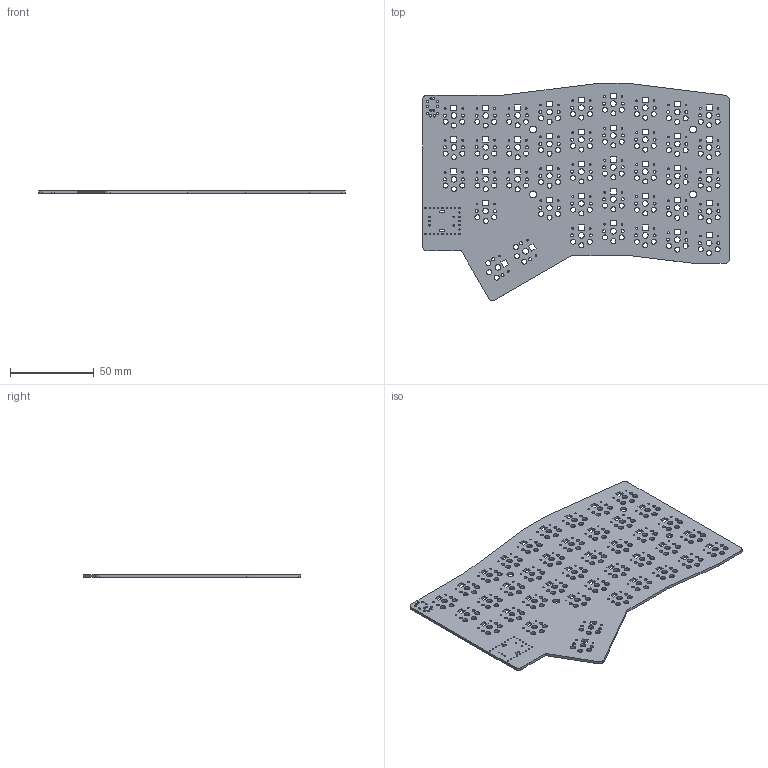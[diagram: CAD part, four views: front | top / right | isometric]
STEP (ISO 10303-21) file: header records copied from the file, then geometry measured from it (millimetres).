
FILE_DESCRIPTION(('KiCad electronic assembly'),'2;1');
FILE_NAME('NomadKeyboard.step','2024-11-07T18:08:27',('Pcbnew'),('Kicad' ),'Open CASCADE STEP processor 7.7','KiCad to STEP converter', 'Unknown');
FILE_SCHEMA(('AUTOMOTIVE_DESIGN { 1 0 10303 214 1 1 1 1 }'));
Length unit declared in the file: millimetre
Products named in the file (2): NomadKeyboard 1; NomadKeyboard_PCB
Assembly tree (1 placements, depth 2):
  NomadKeyboard 1
    NomadKeyboard_PCB
Bounding box: 182.98 x 129.59 x 1.6 mm (x, y, z)
Volume: 27182.2 mm3; surface area: 39790.1 mm2
Topology: 1 solids, 1 shells, 594 faces, 1776 edges, 1184 vertices
Faces by surface type: cylinder 389, plane 205
Full cylindrical faces by diameter (mm): 0.762 x23, 1 x87, 1.2 x4, 1.8 x82, 3 x123, 3.4 x41, 4.1 x4
Entity records: 22035 total; most frequent: DIRECTION 3746, CARTESIAN_POINT 3556, ORIENTED_EDGE 3552, EDGE_CURVE 1776, FACE_BOUND 1424, EDGE_LOOP 1424, AXIS2_PLACEMENT_3D 1374, VERTEX_POINT 1184
